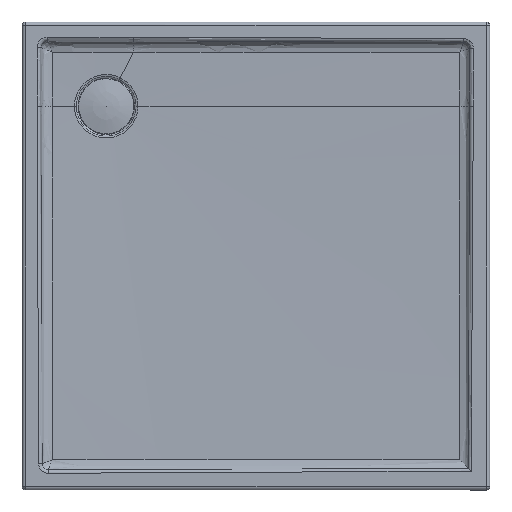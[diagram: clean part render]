
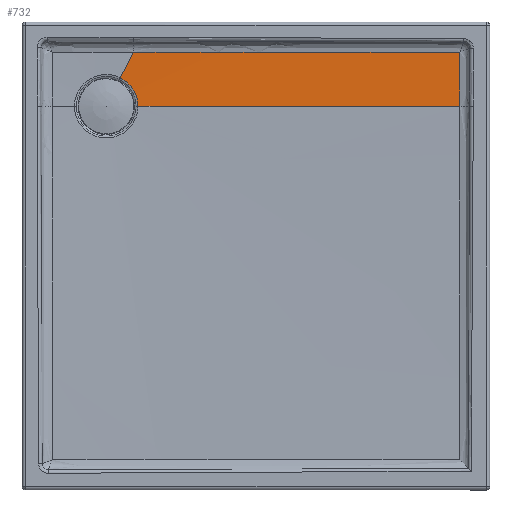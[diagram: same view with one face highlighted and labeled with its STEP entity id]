
A CAD part, top view. The second image highlights one B-rep face of the part: STEP entity #732.
In plain terms, the highlighted conical face has half-angle 88.83 degrees and reference radius 1200 mm.
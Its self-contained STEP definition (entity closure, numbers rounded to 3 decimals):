
#174=CARTESIAN_POINT('',(-239.682,330.635,-31.996));
#175=VERTEX_POINT('',#174);
#292=CARTESIAN_POINT('',(-202.208,270.,-31.996));
#293=VERTEX_POINT('',#292);
#301=CARTESIAN_POINT('',(-202.208,270.,-31.996));
#302=CARTESIAN_POINT('',(-202.208,273.554,-31.996));
#303=CARTESIAN_POINT('',(-202.77,280.716,-31.996));
#304=CARTESIAN_POINT('',(-205.309,291.188,-31.996));
#305=CARTESIAN_POINT('',(-209.426,301.068,-31.996));
#306=CARTESIAN_POINT('',(-215.114,310.273,-31.996));
#307=CARTESIAN_POINT('',(-222.089,318.357,-31.996));
#308=CARTESIAN_POINT('',(-230.349,325.345,-31.996));
#309=CARTESIAN_POINT('',(-236.504,329.046,-31.996));
#310=CARTESIAN_POINT('',(-239.682,330.635,-31.996));
#311=B_SPLINE_CURVE_WITH_KNOTS('',3,(#301,#302,#303,#304,#305,#306,#307,#308,#309,#310),.UNSPECIFIED.,.F.,.U.,(4,1,1,1,1,1,1,4),(0.0,1.069,2.137,3.206,4.275,5.343,6.412,7.481),.UNSPECIFIED.);
#312=EDGE_CURVE('',#293,#175,#311,.T.);
#538=CARTESIAN_POINT('',(485.511,270.,-17.949));
#539=VERTEX_POINT('',#538);
#565=CARTESIAN_POINT('',(-202.208,270.,-31.996));
#566=CARTESIAN_POINT('',(141.651,270.001,-24.972));
#567=CARTESIAN_POINT('',(485.511,270.,-17.949));
#568=B_SPLINE_CURVE_WITH_KNOTS('',2,(#565,#566,#567),.UNSPECIFIED.,.F.,.U.,(3,3),(-544.822,143.04),.UNSPECIFIED.);
#569=EDGE_CURVE('',#293,#539,#568,.T.);
#580=CARTESIAN_POINT('',(-212.272,385.457,-30.744));
#581=VERTEX_POINT('',#580);
#582=CARTESIAN_POINT('',(-239.682,330.635,-31.996));
#583=DIRECTION('',(0.447,0.894,0.02));
#584=VECTOR('',#583,61.305);
#585=LINE('',#582,#584);
#586=EDGE_CURVE('',#175,#581,#585,.T.);
#685=CARTESIAN_POINT('',(-270.,270.,-8.87));
#686=DIRECTION('',(0.0,0.0,1.0));
#687=DIRECTION('',(1.,0.,0.0));
#688=AXIS2_PLACEMENT_3D('',#685,#686,#687);
#689=CONICAL_SURFACE('',#688,1200.,88.83);
#690=ORIENTED_EDGE('',*,*,#312,.F.);
#691=ORIENTED_EDGE('',*,*,#569,.T.);
#692=CARTESIAN_POINT('',(485.505,385.077,-17.771));
#693=VERTEX_POINT('',#692);
#694=CARTESIAN_POINT('',(485.511,270.,-17.949));
#695=CARTESIAN_POINT('',(485.511,308.5,-17.949));
#696=CARTESIAN_POINT('',(485.508,346.987,-17.888));
#697=CARTESIAN_POINT('',(485.505,385.077,-17.771));
#698=B_SPLINE_CURVE_WITH_KNOTS('',3,(#694,#695,#696,#697),.UNSPECIFIED.,.F.,.U.,(4,4),(1095.865,1212.294),.UNSPECIFIED.);
#699=EDGE_CURVE('',#539,#693,#698,.T.);
#700=ORIENTED_EDGE('',*,*,#699,.T.);
#701=CARTESIAN_POINT('',(485.505,385.077,-17.771));
#702=CARTESIAN_POINT('',(440.851,385.081,-18.673));
#703=CARTESIAN_POINT('',(396.069,385.087,-19.575));
#704=CARTESIAN_POINT('',(351.287,385.093,-20.475));
#705=CARTESIAN_POINT('',(315.644,385.098,-21.19));
#706=CARTESIAN_POINT('',(279.959,385.104,-21.905));
#707=CARTESIAN_POINT('',(244.161,385.112,-22.619));
#708=CARTESIAN_POINT('',(194.506,385.122,-23.608));
#709=CARTESIAN_POINT('',(144.849,385.134,-24.592));
#710=CARTESIAN_POINT('',(94.696,385.154,-25.569));
#711=CARTESIAN_POINT('',(62.299,385.166,-26.2));
#712=CARTESIAN_POINT('',(29.792,385.181,-26.826));
#713=CARTESIAN_POINT('',(-3.076,385.202,-27.442));
#714=CARTESIAN_POINT('',(-25.669,385.217,-27.866));
#715=CARTESIAN_POINT('',(-48.407,385.234,-28.285));
#716=CARTESIAN_POINT('',(-71.416,385.256,-28.691));
#717=CARTESIAN_POINT('',(-88.195,385.272,-28.987));
#718=CARTESIAN_POINT('',(-105.119,385.291,-29.277));
#719=CARTESIAN_POINT('',(-122.223,385.314,-29.552));
#720=CARTESIAN_POINT('',(-138.454,385.336,-29.813));
#721=CARTESIAN_POINT('',(-154.873,385.361,-30.062));
#722=CARTESIAN_POINT('',(-171.385,385.388,-30.28));
#723=CARTESIAN_POINT('',(-184.999,385.411,-30.461));
#724=CARTESIAN_POINT('',(-198.678,385.435,-30.62));
#725=CARTESIAN_POINT('',(-212.272,385.457,-30.744));
#726=B_SPLINE_CURVE_WITH_KNOTS('',3,(#701,#702,#703,#704,#705,#706,#707,#708,#709,#710,#711,#712,#713,#714,#715,#716,#717,#718,#719,#720,#721,#722,#723,#724,#725),.UNSPECIFIED.,.F.,.U.,(4,3,3,3,3,3,3,3,4),(294.719,483.368,633.513,841.773,976.297,1068.768,1136.198,1200.182,1252.937),.UNSPECIFIED.);
#727=EDGE_CURVE('',#693,#581,#726,.T.);
#728=ORIENTED_EDGE('',*,*,#727,.T.);
#729=ORIENTED_EDGE('',*,*,#586,.F.);
#730=EDGE_LOOP('',(#690,#691,#700,#728,#729));
#731=FACE_OUTER_BOUND('',#730,.T.);
#732=ADVANCED_FACE('',(#731),#689,.F.);
